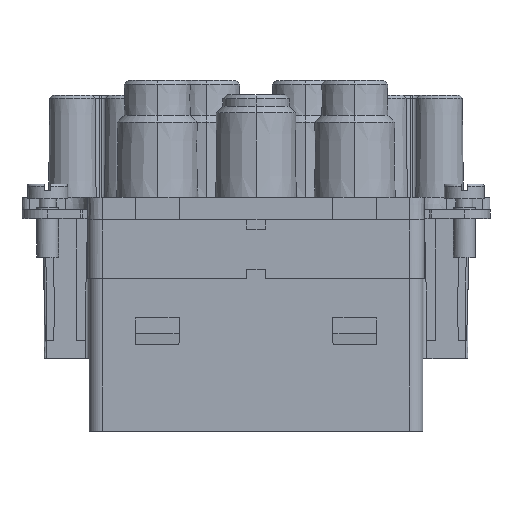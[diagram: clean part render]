
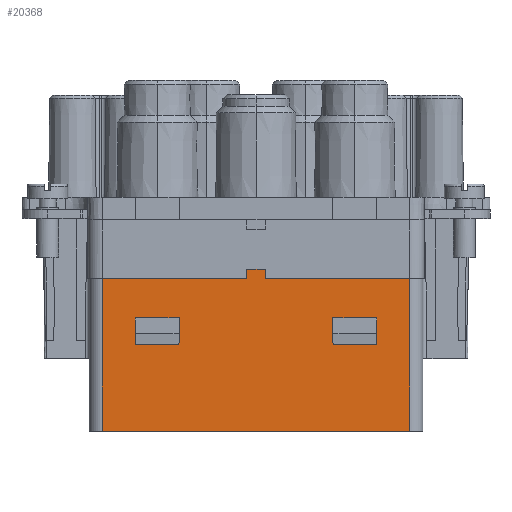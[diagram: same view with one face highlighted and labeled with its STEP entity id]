
A CAD part, top view. The second image highlights one B-rep face of the part: STEP entity #20368.
In plain terms, the highlighted planar face has unit normal (0, 0, 1).
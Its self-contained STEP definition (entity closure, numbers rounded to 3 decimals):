
#2728=DIRECTION('',(0.,-1.,0.));
#2729=VECTOR('',#2728,20.9);
#2730=CARTESIAN_POINT('',(-21.,-7.9,16.825));
#2731=LINE('',#2730,#2729);
#2741=DIRECTION('',(0.,1.,0.));
#2742=VECTOR('',#2741,1.25);
#2743=CARTESIAN_POINT('',(1.25,-7.9,16.825));
#2744=LINE('',#2743,#2742);
#2745=DIRECTION('',(-1.,0.,0.));
#2746=VECTOR('',#2745,19.75);
#2747=CARTESIAN_POINT('',(21.,-7.9,16.825));
#2748=LINE('',#2747,#2746);
#2749=DIRECTION('',(1.,0.,0.));
#2750=VECTOR('',#2749,19.75);
#2751=CARTESIAN_POINT('',(-21.,-7.9,16.825));
#2752=LINE('',#2751,#2750);
#2753=DIRECTION('',(0.,-1.,0.));
#2754=VECTOR('',#2753,1.25);
#2755=CARTESIAN_POINT('',(-1.25,-6.65,16.825));
#2756=LINE('',#2755,#2754);
#2757=DIRECTION('',(-1.,0.,0.));
#2758=VECTOR('',#2757,2.5);
#2759=CARTESIAN_POINT('',(1.25,-6.65,16.825));
#2760=LINE('',#2759,#2758);
#2777=DIRECTION('',(0.009,-1.,0.));
#2778=VECTOR('',#2777,3.608);
#2779=CARTESIAN_POINT('',(10.5,-13.3,16.825));
#2780=LINE('',#2779,#2778);
#2781=DIRECTION('',(1.,0.,0.));
#2782=VECTOR('',#2781,6.);
#2783=CARTESIAN_POINT('',(10.5,-13.3,16.825));
#2784=LINE('',#2783,#2782);
#2797=DIRECTION('',(-0.009,-1.,0.));
#2798=VECTOR('',#2797,3.608);
#2799=CARTESIAN_POINT('',(16.5,-13.3,16.825));
#2800=LINE('',#2799,#2798);
#2805=DIRECTION('',(1.,0.,0.));
#2806=VECTOR('',#2805,5.937);
#2807=CARTESIAN_POINT('',(10.531,-16.908,16.825));
#2808=LINE('',#2807,#2806);
#2825=DIRECTION('',(1.,0.,0.));
#2826=VECTOR('',#2825,6.);
#2827=CARTESIAN_POINT('',(-16.5,-13.3,16.825));
#2828=LINE('',#2827,#2826);
#2841=DIRECTION('',(-0.009,-1.,0.));
#2842=VECTOR('',#2841,3.608);
#2843=CARTESIAN_POINT('',(-10.5,-13.3,16.825));
#2844=LINE('',#2843,#2842);
#2849=DIRECTION('',(1.,0.,0.));
#2850=VECTOR('',#2849,5.937);
#2851=CARTESIAN_POINT('',(-16.469,-16.908,
16.825));
#2852=LINE('',#2851,#2850);
#2865=DIRECTION('',(0.009,-1.,0.));
#2866=VECTOR('',#2865,3.608);
#2867=CARTESIAN_POINT('',(-16.5,-13.3,16.825));
#2868=LINE('',#2867,#2866);
#6798=DIRECTION('',(-1.,0.,0.));
#6799=VECTOR('',#6798,42.);
#6800=CARTESIAN_POINT('',(21.,-28.8,16.825));
#6801=LINE('',#6800,#6799);
#8201=DIRECTION('',(0.,1.,0.));
#8202=VECTOR('',#8201,20.9);
#8203=CARTESIAN_POINT('',(21.,-28.8,16.825));
#8204=LINE('',#8203,#8202);
#14686=CARTESIAN_POINT('',(10.5,-13.3,16.825));
#14687=CARTESIAN_POINT('',(10.531,-16.908,
16.825));
#14688=VERTEX_POINT('',#14686);
#14689=VERTEX_POINT('',#14687);
#14690=CARTESIAN_POINT('',(16.5,-13.3,16.825));
#14691=VERTEX_POINT('',#14690);
#14692=CARTESIAN_POINT('',(-16.5,-13.3,16.825));
#14693=CARTESIAN_POINT('',(-10.5,-13.3,16.825));
#14694=VERTEX_POINT('',#14692);
#14695=VERTEX_POINT('',#14693);
#14696=CARTESIAN_POINT('',(16.469,-16.908,
16.825));
#14697=VERTEX_POINT('',#14696);
#14698=CARTESIAN_POINT('',(-10.531,-16.908,
16.825));
#14699=VERTEX_POINT('',#14698);
#14700=CARTESIAN_POINT('',(-16.469,-16.908,
16.825));
#14701=VERTEX_POINT('',#14700);
#14767=CARTESIAN_POINT('',(21.,-28.8,16.825));
#14768=CARTESIAN_POINT('',(-21.,-28.8,16.825));
#14769=VERTEX_POINT('',#14767);
#14770=VERTEX_POINT('',#14768);
#15556=CARTESIAN_POINT('',(1.25,-7.9,16.825));
#15557=CARTESIAN_POINT('',(1.25,-6.65,16.825));
#15558=VERTEX_POINT('',#15556);
#15559=VERTEX_POINT('',#15557);
#15560=CARTESIAN_POINT('',(21.,-7.9,16.825));
#15561=VERTEX_POINT('',#15560);
#15562=CARTESIAN_POINT('',(-21.,-7.9,16.825));
#15563=CARTESIAN_POINT('',(-1.25,-7.9,16.825));
#15564=VERTEX_POINT('',#15562);
#15565=VERTEX_POINT('',#15563);
#15566=CARTESIAN_POINT('',(-1.25,-6.65,16.825));
#15567=VERTEX_POINT('',#15566);
#20327=CARTESIAN_POINT('',(21.,3.2,16.825));
#20328=DIRECTION('',(0.,0.,1.));
#20329=DIRECTION('',(-1.,0.,0.));
#20330=AXIS2_PLACEMENT_3D('',#20327,#20328,#20329);
#20331=PLANE('',#20330);
#20333=ORIENTED_EDGE('',*,*,#20332,.F.);
#20335=ORIENTED_EDGE('',*,*,#20334,.F.);
#20337=ORIENTED_EDGE('',*,*,#20336,.F.);
#20339=ORIENTED_EDGE('',*,*,#20338,.T.);
#20340=ORIENTED_EDGE('',*,*,#20282,.F.);
#20341=ORIENTED_EDGE('',*,*,#20295,.T.);
#20343=ORIENTED_EDGE('',*,*,#20342,.F.);
#20345=ORIENTED_EDGE('',*,*,#20344,.F.);
#20346=EDGE_LOOP('',(#20333,#20335,#20337,#20339,#20340,#20341,#20343,#20345));
#20347=FACE_OUTER_BOUND('',#20346,.F.);
#20349=ORIENTED_EDGE('',*,*,#20348,.T.);
#20351=ORIENTED_EDGE('',*,*,#20350,.T.);
#20353=ORIENTED_EDGE('',*,*,#20352,.F.);
#20355=ORIENTED_EDGE('',*,*,#20354,.F.);
#20356=EDGE_LOOP('',(#20349,#20351,#20353,#20355));
#20357=FACE_BOUND('',#20356,.F.);
#20359=ORIENTED_EDGE('',*,*,#20358,.F.);
#20361=ORIENTED_EDGE('',*,*,#20360,.T.);
#20363=ORIENTED_EDGE('',*,*,#20362,.T.);
#20365=ORIENTED_EDGE('',*,*,#20364,.F.);
#20366=EDGE_LOOP('',(#20359,#20361,#20363,#20365));
#20367=FACE_BOUND('',#20366,.F.);
#20368=ADVANCED_FACE('',(#20347,#20357,#20367),#20331,.T.);
#20282=EDGE_CURVE('',#15564,#14770,#2731,.T.);
#20295=EDGE_CURVE('',#15564,#15565,#2752,.T.);
#20332=EDGE_CURVE('',#15558,#15559,#2744,.T.);
#20334=EDGE_CURVE('',#15561,#15558,#2748,.T.);
#20336=EDGE_CURVE('',#14769,#15561,#8204,.T.);
#20338=EDGE_CURVE('',#14769,#14770,#6801,.T.);
#20342=EDGE_CURVE('',#15567,#15565,#2756,.T.);
#20344=EDGE_CURVE('',#15559,#15567,#2760,.T.);
#20348=EDGE_CURVE('',#14688,#14689,#2780,.T.);
#20350=EDGE_CURVE('',#14689,#14697,#2808,.T.);
#20352=EDGE_CURVE('',#14691,#14697,#2800,.T.);
#20354=EDGE_CURVE('',#14688,#14691,#2784,.T.);
#20358=EDGE_CURVE('',#14694,#14695,#2828,.T.);
#20360=EDGE_CURVE('',#14694,#14701,#2868,.T.);
#20362=EDGE_CURVE('',#14701,#14699,#2852,.T.);
#20364=EDGE_CURVE('',#14695,#14699,#2844,.T.);
